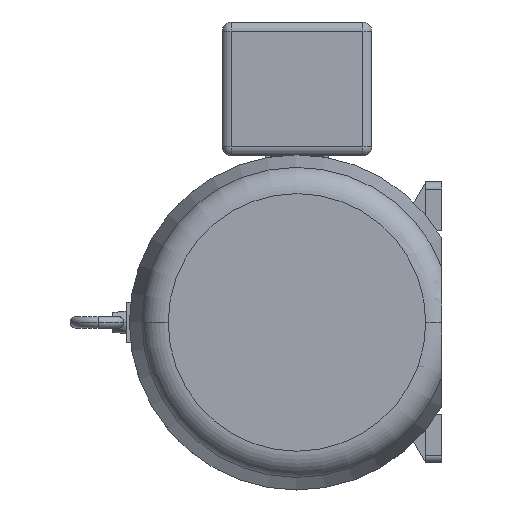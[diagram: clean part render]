
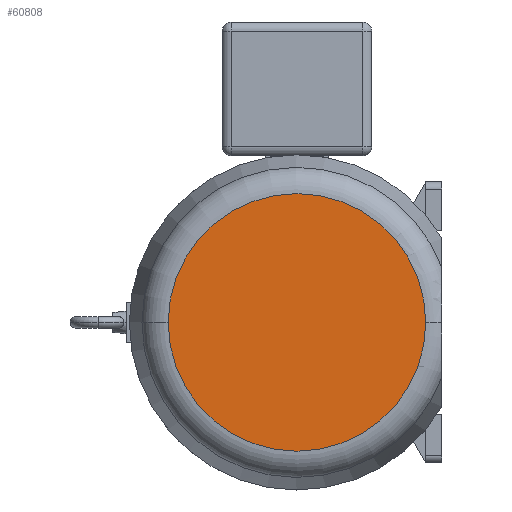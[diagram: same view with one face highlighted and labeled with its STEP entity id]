
A CAD part, left-side view. The second image highlights one B-rep face of the part: STEP entity #60808.
In plain terms, the highlighted planar face has unit normal (-1, 0, 0).
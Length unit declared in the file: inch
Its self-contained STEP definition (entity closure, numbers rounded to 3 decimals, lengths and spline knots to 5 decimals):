
#17008 = DIRECTION ( 'NONE',  ( 0., -1., 0. ) ) ;
#17420 = AXIS2_PLACEMENT_3D ( 'NONE', #70777, #117479, #36815 ) ;
#19799 = PLANE ( 'NONE',  #17420 ) ;
#20311 = VERTEX_POINT ( 'NONE', #142720 ) ;
#23203 = DIRECTION ( 'NONE',  ( 1., 0., 0. ) ) ;
#36815 = DIRECTION ( 'NONE',  ( 0., -1., 0. ) ) ;
#44462 = CIRCLE ( 'NONE', #173333, 7.1076 ) ;
#46106 = VERTEX_POINT ( 'NONE', #192382 ) ;
#54720 = ORIENTED_EDGE ( 'NONE', *, *, #95187, .F. ) ;
#60808 = ADVANCED_FACE ( 'Defeatured_0_37', ( #165454 ), #19799, .F. ) ;
#70777 = CARTESIAN_POINT ( 'NONE',  ( -39.39, 7.1076, 0. ) ) ;
#83168 = CIRCLE ( 'NONE', #195063, 7.1076 ) ;
#84835 = DIRECTION ( 'NONE',  ( 0., -1., 0. ) ) ;
#95187 = EDGE_CURVE ( 'Defeatured_0_45+Defeatured_0_37+Defeatured_0_37+Defeatured_0_37', #20311, #46106, #44462, .T. ) ;
#96708 = DIRECTION ( 'NONE',  ( 1., 0., 0. ) ) ;
#99819 = CARTESIAN_POINT ( 'NONE',  ( -39.39, 0., 0. ) ) ;
#117479 = DIRECTION ( 'NONE',  ( 1., 0., 0. ) ) ;
#142720 = CARTESIAN_POINT ( 'NONE',  ( -39.39, -7.1076, 0. ) ) ;
#143688 = EDGE_LOOP ( 'NONE', ( #54720, #200100 ) ) ;
#153902 = CARTESIAN_POINT ( 'NONE',  ( -39.39, 0., 0. ) ) ;
#165454 = FACE_OUTER_BOUND ( 'NONE', #143688, .T. ) ;
#173333 = AXIS2_PLACEMENT_3D ( 'NONE', #99819, #96708, #17008 ) ;
#192382 = CARTESIAN_POINT ( 'NONE',  ( -39.39, 7.1076, 0. ) ) ;
#193767 = EDGE_CURVE ( 'Defeatured_0_45+Defeatured_0_37+Defeatured_0_37+Defeatured_0_37', #46106, #20311, #83168, .T. ) ;
#195063 = AXIS2_PLACEMENT_3D ( 'NONE', #153902, #23203, #84835 ) ;
#200100 = ORIENTED_EDGE ( 'NONE', *, *, #193767, .F. ) ;
